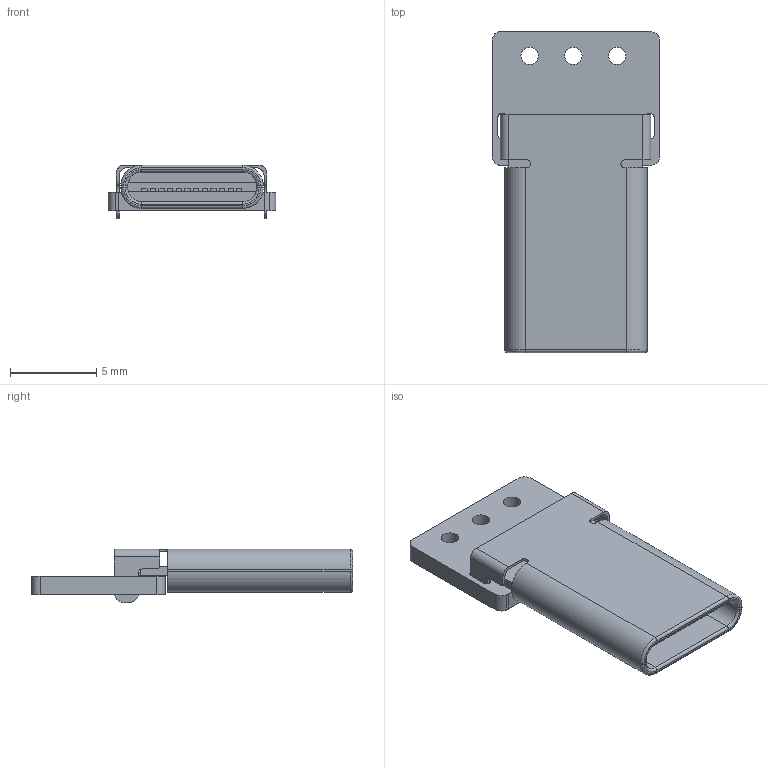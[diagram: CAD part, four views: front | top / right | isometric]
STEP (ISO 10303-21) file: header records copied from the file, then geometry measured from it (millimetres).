
FILE_DESCRIPTION(('KiCad electronic assembly'),'2;1');
FILE_NAME('USBC cable.step','2022-01-31T23:16:30',('Pcbnew'),('Kicad'), 'Open CASCADE STEP processor 7.6','KiCad to STEP converter','Unknown' );
FILE_SCHEMA(('AUTOMOTIVE_DESIGN { 1 0 10303 214 1 1 1 1 }'));
Length unit declared in the file: millimetre
Products named in the file (4): USBC cable 1; U261-121N-4BS2S; COMPOUND; USBC cable PCB
Assembly tree (3 placements, depth 3):
  USBC cable 1
    U261-121N-4BS2S
      COMPOUND
    USBC cable PCB
Bounding box: 9.7 x 18.6 x 3.11 mm (x, y, z)
Volume: 230.3 mm3; surface area: 1021.1 mm2
Topology: 15 solids, 15 shells, 166 faces, 389 edges, 254 vertices
Faces by surface type: bspline 141, cylinder 15, plane 10
Full cylindrical faces by diameter (mm): 1 x3
Entity records: 9175 total; most frequent: CARTESIAN_POINT 3370, B_SPLINE_CURVE_WITH_KNOTS 848, ORIENTED_EDGE 778, PCURVE 778, DEFINITIONAL_REPRESENTATION 778, EDGE_CURVE 389, SURFACE_CURVE 386, DIRECTION 295
